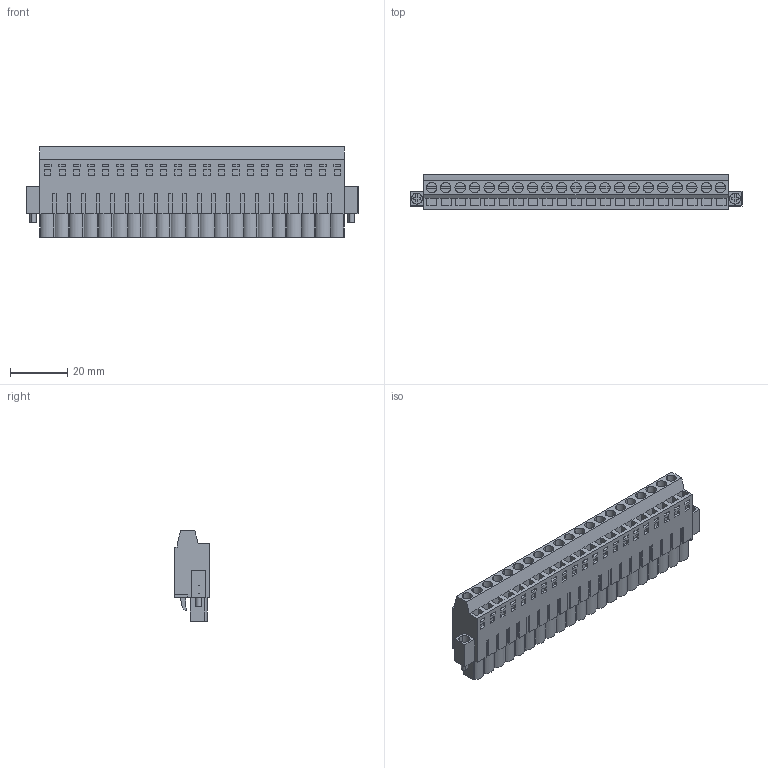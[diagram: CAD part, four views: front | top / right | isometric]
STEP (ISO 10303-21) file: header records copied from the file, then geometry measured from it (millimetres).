
FILE_DESCRIPTION(('CATIA V5 STEP Exchange','CAx-IF Rec.Pracs.--- Model Styling and Organization---1.2---2011-12-15'),'2;1');
FILE_NAME ('D1457357_0_1844180000_1844180000.stp','2017-10-31T20:28:10+00:00',('none'),('Weidmueller'),'CATIA Version 5-6 Release 2014','CATIA V5 STEP AP214','none');
FILE_SCHEMA(('AUTOMOTIVE_DESIGN { 1 0 10303 214 1 1 1 1 }'));
Length unit declared in the file: millimetre
Products named in the file (1): 1844180000
Bounding box: 116.48 x 12.2 x 31.8 mm (x, y, z)
Volume: 29019 mm3; surface area: 16377.7 mm2
Topology: 24 solids, 24 shells, 1408 faces, 3919 edges, 2672 vertices
Faces by surface type: plane 1212, cylinder 196
Entity records: 43140 total; most frequent: CARTESIAN_POINT 7885, ORIENTED_EDGE 7838, DIRECTION 5571, EDGE_CURVE 3919, VECTOR 3435, LINE 3435, VERTEX_POINT 2672, EDGE_LOOP 1525
